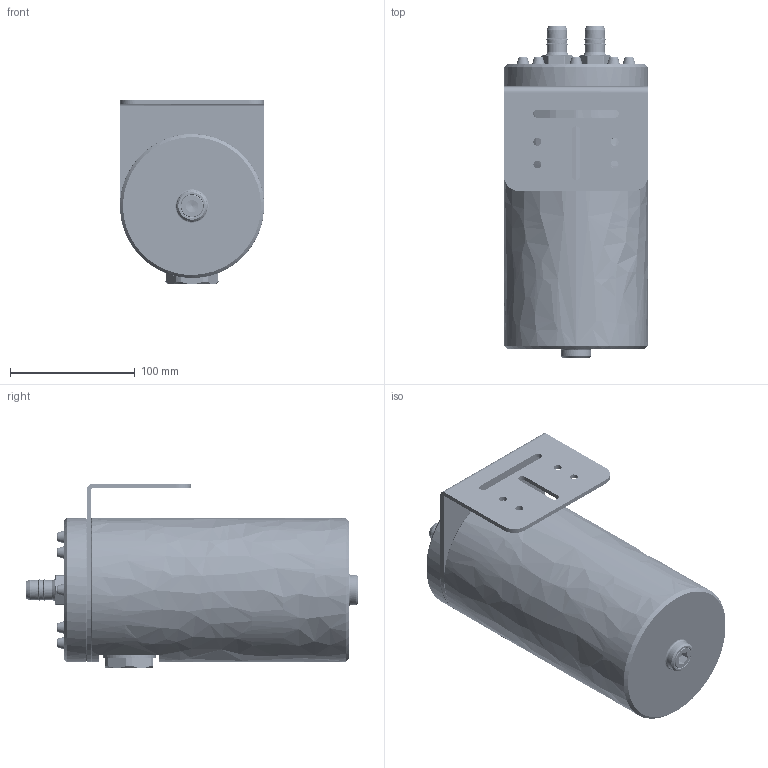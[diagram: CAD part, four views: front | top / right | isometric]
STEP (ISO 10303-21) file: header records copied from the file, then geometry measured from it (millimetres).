
FILE_DESCRIPTION(('FreeCAD Model'),'2;1');
FILE_NAME('Open CASCADE Shape Model','2025-05-04T09:18:26',('FreeCAD'),( 'FreeCAD'),'Open CASCADE STEP processor 7.6','FreeCAD','Unknown');
FILE_SCHEMA(('AUTOMOTIVE_DESIGN { 1 0 10303 214 1 1 1 1 }'));
Products named in the file (1): Open CASCADE STEP translator 7.6 1
Bounding box: 115.41 x 266.05 x 147.61 mm (x, y, z)
Volume: 1099746.7 mm3; surface area: 338160.9 mm2
Topology: 35 solids, 35 shells, 2290 faces, 5799 edges, 3618 vertices
Faces by surface type: bspline 2290
Entity records: 96026 total; most frequent: CARTESIAN_POINT 63627, ORIENTED_EDGE 11522, EDGE_CURVE 5761, VERTEX_POINT 3618, FACE_BOUND 3159, EDGE_LOOP 3159, B_SPLINE_CURVE_WITH_KNOTS 2567, ADVANCED_FACE 2290
